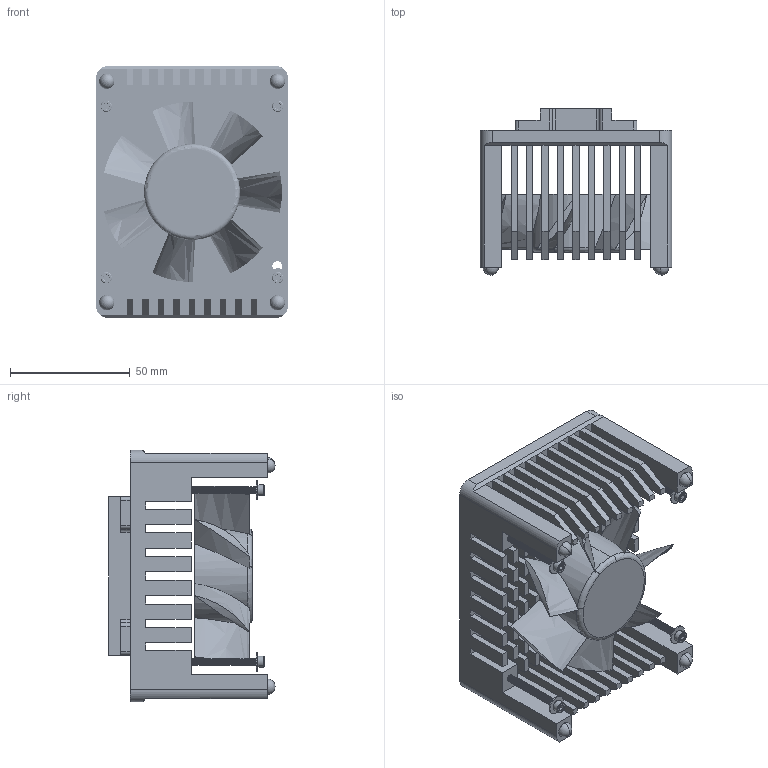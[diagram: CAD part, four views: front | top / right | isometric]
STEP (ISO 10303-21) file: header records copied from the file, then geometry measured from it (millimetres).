
FILE_DESCRIPTION (( 'STEP AP214' ), '1' );
FILE_NAME ('UA-95-S5.STEP', '2025-11-08T01:25:41', ( '' ), ( '' ), 'SwSTEP 2.0', 'SolidWorks 2021', '' );
FILE_SCHEMA (( 'AUTOMOTIVE_DESIGN' ));
Length unit declared in the file: inch
Products named in the file (1): UA-95-S5
Bounding box: 80 x 69.22 x 105 mm (x, y, z)
Volume: 177771.8 mm3; surface area: 100431 mm2
Topology: 14 solids, 25 shells, 2110 faces, 5502 edges, 3529 vertices
Faces by surface type: cylinder 1083, plane 791, cone 170, bspline 38, torus 20, sphere 8
Entity records: 133668 total; most frequent: CARTESIAN_POINT 62600, ORIENTED_EDGE 16438, DIRECTION 12651, EDGE_CURVE 8219, VERTEX_POINT 5380, VECTOR 4257, LINE 4257, AXIS2_PLACEMENT_3D 4197
